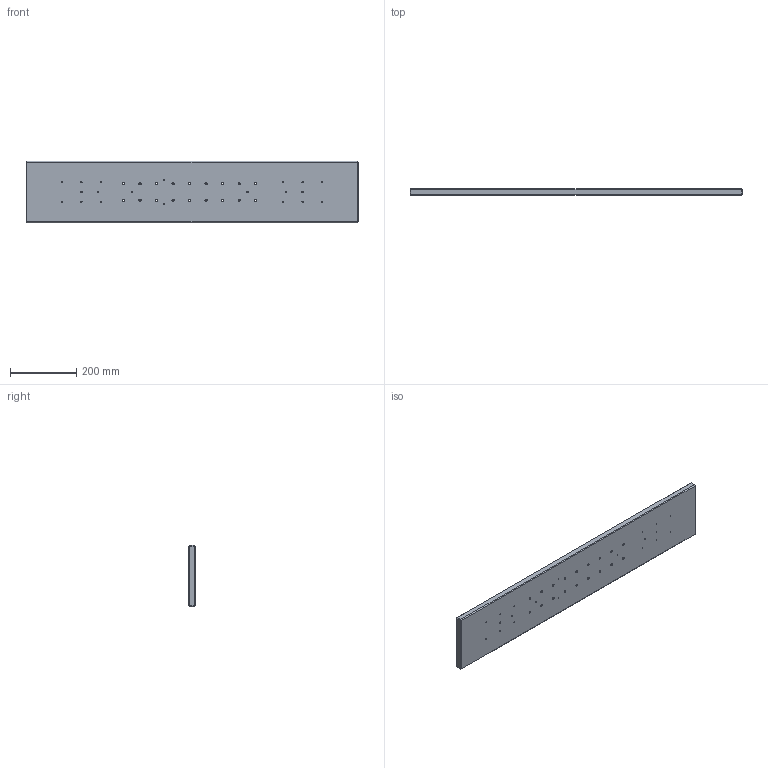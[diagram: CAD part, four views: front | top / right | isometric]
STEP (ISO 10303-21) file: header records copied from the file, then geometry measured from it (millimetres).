
FILE_DESCRIPTION (( 'STEP AP214' ), '1' );
FILE_NAME ('CMPT96.STEP', '2009-09-22T09:05:39', ( 'Opto Engineering srl' ), ( 'Opto Engineering srl' ), 'SwSTEP 2.0', 'SolidWorks 2004231', '' );
FILE_SCHEMA (( 'AUTOMOTIVE_DESIGN' ));
Length unit declared in the file: millimetre
Products named in the file (2): CMPT96; Teleplates XX96
Assembly tree (1 placements, depth 2):
  CMPT96
    Teleplates XX96
Bounding box: 1005.2 x 20 x 185 mm (x, y, z)
Volume: 3681241.3 mm3; surface area: 421375.3 mm2
Topology: 1 solids, 1 shells, 108 faces, 288 edges, 184 vertices
Faces by surface type: cylinder 80, plane 28
Entity records: 3935 total; most frequent: DIRECTION 672, CARTESIAN_POINT 584, ORIENTED_EDGE 576, EDGE_CURVE 288, AXIS2_PLACEMENT_3D 272, EDGE_LOOP 186, VERTEX_POINT 184, CIRCLE 160
